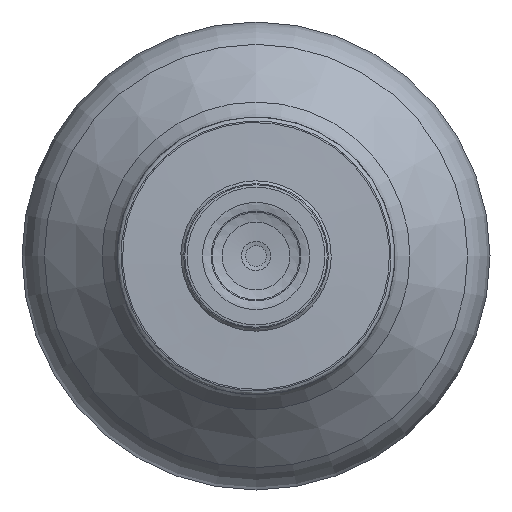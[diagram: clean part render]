
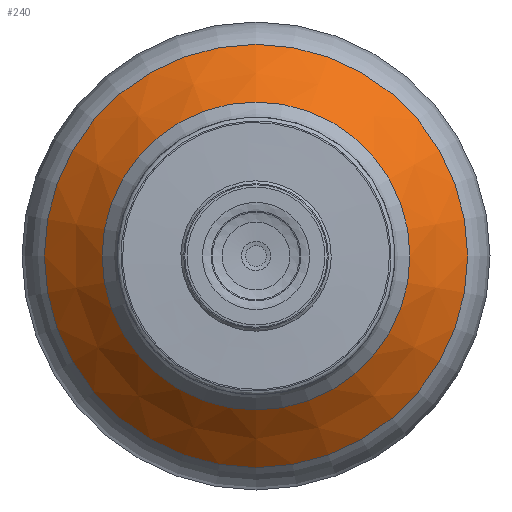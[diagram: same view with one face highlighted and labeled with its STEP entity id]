
A CAD part, left-side view. The second image highlights one B-rep face of the part: STEP entity #240.
In plain terms, the highlighted conical face has half-angle 46.034 degrees and reference radius 14.471 mm.
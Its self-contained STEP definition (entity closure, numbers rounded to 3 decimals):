
#115=CONICAL_SURFACE('',#660,14.471,46.034);
#159=FACE_BOUND('',#316,.T.);
#160=FACE_BOUND('',#317,.T.);
#240=ADVANCED_FACE('',(#159,#160),#115,.T.);
#316=EDGE_LOOP('',(#414));
#317=EDGE_LOOP('',(#415));
#414=ORIENTED_EDGE('',*,*,#547,.T.);
#415=ORIENTED_EDGE('',*,*,#546,.F.);
#497=VERTEX_POINT('',#926);
#498=VERTEX_POINT('',#929);
#546=EDGE_CURVE('',#497,#497,#595,.T.);
#547=EDGE_CURVE('',#498,#498,#596,.T.);
#595=CIRCLE('',#657,14.471);
#596=CIRCLE('',#659,10.529);
#657=AXIS2_PLACEMENT_3D('',#925,#763,#764);
#659=AXIS2_PLACEMENT_3D('',#928,#767,#768);
#660=AXIS2_PLACEMENT_3D('',#930,#769,#770);
#763=DIRECTION('',(1.,0.,0.));
#764=DIRECTION('',(0.,0.,1.));
#767=DIRECTION('',(1.,0.,0.));
#768=DIRECTION('',(0.,0.,1.));
#769=DIRECTION('',(1.,0.,0.));
#770=DIRECTION('',(0.,0.,-1.));
#925=CARTESIAN_POINT('',(67.401,0.,0.));
#926=CARTESIAN_POINT('',(67.401,0.,14.471));
#928=CARTESIAN_POINT('',(63.599,0.,0.));
#929=CARTESIAN_POINT('',(63.599,0.,10.529));
#930=CARTESIAN_POINT('',(67.401,0.,0.));
